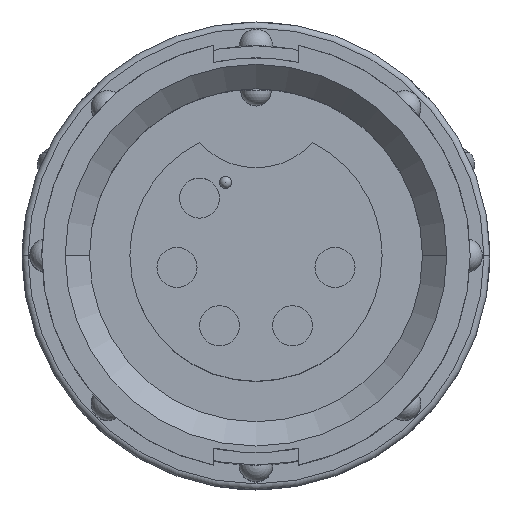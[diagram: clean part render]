
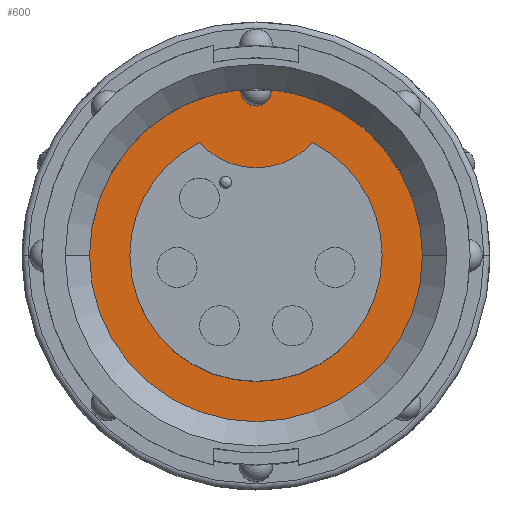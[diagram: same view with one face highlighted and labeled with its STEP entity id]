
A CAD part, top view. The second image highlights one B-rep face of the part: STEP entity #600.
In plain terms, the highlighted planar face has unit normal (0, 0, 1).
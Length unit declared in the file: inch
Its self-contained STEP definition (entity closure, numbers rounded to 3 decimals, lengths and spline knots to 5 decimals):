
#166 = EDGE_CURVE ( 'NONE', #7615, #7695, #1111, .T. ) ;
#211 = EDGE_CURVE ( 'NONE', #7631, #7615, #9825, .T. ) ;
#250 = EDGE_CURVE ( 'NONE', #7695, #7818, #1088, .T. ) ;
#271 = EDGE_CURVE ( 'NONE', #7626, #7726, #1184, .T. ) ;
#494 = EDGE_CURVE ( 'NONE', #7629, #7631, #1608, .T. ) ;
#600 = ADVANCED_FACE ( 'NONE', ( #1534, #1537 ), #11859, .T. ) ;
#645 = EDGE_CURVE ( 'NONE', #7818, #7628, #1298, .T. ) ;
#677 = EDGE_CURVE ( 'NONE', #7628, #7629, #11516, .T. ) ;
#732 = EDGE_CURVE ( 'NONE', #7698, #7626, #1819, .T. ) ;
#1088 = CIRCLE ( 'NONE', #9035, 0.274 ) ;
#1111 = CIRCLE ( 'NONE', #8889, 0.274 ) ;
#1182 = EDGE_CURVE ( 'NONE', #7756, #7698, #1476, .T. ) ;
#1184 = CIRCLE ( 'NONE', #9053, 0.2075 ) ;
#1194 = EDGE_CURVE ( 'NONE', #7726, #7756, #1772, .T. ) ;
#1298 = CIRCLE ( 'NONE', #1609, 0.274 ) ;
#1358 = AXIS2_PLACEMENT_3D ( 'NONE', #6385, #6384, #6383 ) ;
#1476 = CIRCLE ( 'NONE', #7863, 0.2075 ) ;
#1534 = FACE_BOUND ( 'NONE', #5163, .T. ) ;
#1537 = FACE_OUTER_BOUND ( 'NONE', #5311, .T. ) ;
#1540 = AXIS2_PLACEMENT_3D ( 'NONE', #11858, #11857, #11856 ) ;
#1608 = CIRCLE ( 'NONE', #1358, 0.025 ) ;
#1609 = AXIS2_PLACEMENT_3D ( 'NONE', #11641, #11636, #11635 ) ;
#1654 = VECTOR ( 'NONE', #11514, 39.37008 ) ;
#1734 = AXIS2_PLACEMENT_3D ( 'NONE', #2972, #2971, #2970 ) ;
#1772 = CIRCLE ( 'NONE', #7865, 0.2075 ) ;
#1819 = CIRCLE ( 'NONE', #1734, 0.125 ) ;
#2970 = DIRECTION ( 'NONE',  ( 1., 0., 0. ) ) ;
#2971 = DIRECTION ( 'NONE',  ( 0., 0., 1. ) ) ;
#2972 = CARTESIAN_POINT ( 'NONE',  ( 0., 0.269, -0.303 ) ) ;
#4539 = CARTESIAN_POINT ( 'NONE',  ( 0., 0., -0.303 ) ) ;
#4540 = DIRECTION ( 'NONE',  ( 0., 0., 1. ) ) ;
#4541 = DIRECTION ( 'NONE',  ( 1., 0., 0. ) ) ;
#5163 = EDGE_LOOP ( 'NONE', ( #5671, #5672, #5673, #5670 ) ) ;
#5311 = EDGE_LOOP ( 'NONE', ( #5675, #5676, #5674, #5678, #5679, #5677 ) ) ;
#5670 = ORIENTED_EDGE ( 'NONE', *, *, #1182, .T. ) ;
#5671 = ORIENTED_EDGE ( 'NONE', *, *, #732, .T. ) ;
#5672 = ORIENTED_EDGE ( 'NONE', *, *, #271, .T. ) ;
#5673 = ORIENTED_EDGE ( 'NONE', *, *, #1194, .T. ) ;
#5674 = ORIENTED_EDGE ( 'NONE', *, *, #645, .T. ) ;
#5675 = ORIENTED_EDGE ( 'NONE', *, *, #166, .T. ) ;
#5676 = ORIENTED_EDGE ( 'NONE', *, *, #250, .T. ) ;
#5677 = ORIENTED_EDGE ( 'NONE', *, *, #211, .T. ) ;
#5678 = ORIENTED_EDGE ( 'NONE', *, *, #677, .T. ) ;
#5679 = ORIENTED_EDGE ( 'NONE', *, *, #494, .T. ) ;
#5884 = DIRECTION ( 'NONE',  ( 1., 0., 0. ) ) ;
#5885 = DIRECTION ( 'NONE',  ( 0., 0., -1. ) ) ;
#5886 = CARTESIAN_POINT ( 'NONE',  ( 0., 0., -0.303 ) ) ;
#5903 = DIRECTION ( 'NONE',  ( 1., 0., 0. ) ) ;
#5904 = DIRECTION ( 'NONE',  ( 0., 0., -1. ) ) ;
#5911 = CARTESIAN_POINT ( 'NONE',  ( 0., 0., -0.303 ) ) ;
#6383 = DIRECTION ( 'NONE',  ( -1., 0., 0. ) ) ;
#6384 = DIRECTION ( 'NONE',  ( 0., 0., -1. ) ) ;
#6385 = CARTESIAN_POINT ( 'NONE',  ( 0., 0.271, -0.303 ) ) ;
#6634 = CARTESIAN_POINT ( 'NONE',  ( 0.274, 0., -0.303 ) ) ;
#6687 = CARTESIAN_POINT ( 'NONE',  ( -0.2075, 0., -0.303 ) ) ;
#6715 = CARTESIAN_POINT ( 'NONE',  ( 0.2075, 0., -0.303 ) ) ;
#6742 = CARTESIAN_POINT ( 'NONE',  ( -0.09301, 0.18549, -0.303 ) ) ;
#6745 = CARTESIAN_POINT ( 'NONE',  ( -0.274, 0., -0.303 ) ) ;
#6804 = CARTESIAN_POINT ( 'NONE',  ( -0.025, 0.271, -0.303 ) ) ;
#6806 = CARTESIAN_POINT ( 'NONE',  ( 0.025, 0.271, -0.303 ) ) ;
#6807 = CARTESIAN_POINT ( 'NONE',  ( 0.025, 0.27286, -0.303 ) ) ;
#6808 = CARTESIAN_POINT ( 'NONE',  ( 0.09301, 0.18549, -0.303 ) ) ;
#6818 = CARTESIAN_POINT ( 'NONE',  ( -0.025, 0.27286, -0.303 ) ) ;
#7615 = VERTEX_POINT ( 'NONE', #6818 ) ;
#7626 = VERTEX_POINT ( 'NONE', #6808 ) ;
#7628 = VERTEX_POINT ( 'NONE', #6807 ) ;
#7629 = VERTEX_POINT ( 'NONE', #6806 ) ;
#7631 = VERTEX_POINT ( 'NONE', #6804 ) ;
#7695 = VERTEX_POINT ( 'NONE', #6745 ) ;
#7698 = VERTEX_POINT ( 'NONE', #6742 ) ;
#7726 = VERTEX_POINT ( 'NONE', #6715 ) ;
#7756 = VERTEX_POINT ( 'NONE', #6687 ) ;
#7818 = VERTEX_POINT ( 'NONE', #6634 ) ;
#7863 = AXIS2_PLACEMENT_3D ( 'NONE', #5911, #5904, #5903 ) ;
#7865 = AXIS2_PLACEMENT_3D ( 'NONE', #5886, #5885, #5884 ) ;
#8889 = AXIS2_PLACEMENT_3D ( 'NONE', #4539, #4540, #4541 ) ;
#8991 = VECTOR ( 'NONE', #9830, 39.37008 ) ;
#9035 = AXIS2_PLACEMENT_3D ( 'NONE', #9913, #9926, #9909 ) ;
#9053 = AXIS2_PLACEMENT_3D ( 'NONE', #9757, #9761, #9764 ) ;
#9757 = CARTESIAN_POINT ( 'NONE',  ( 0., 0., -0.303 ) ) ;
#9761 = DIRECTION ( 'NONE',  ( 0., 0., -1. ) ) ;
#9764 = DIRECTION ( 'NONE',  ( 1., 0., 0. ) ) ;
#9825 = LINE ( 'NONE', #9827, #8991 ) ;
#9827 = CARTESIAN_POINT ( 'NONE',  ( -0.025, 0.271, -0.303 ) ) ;
#9830 = DIRECTION ( 'NONE',  ( 0., 1., 0. ) ) ;
#9909 = DIRECTION ( 'NONE',  ( 1., 0., 0. ) ) ;
#9913 = CARTESIAN_POINT ( 'NONE',  ( 0., 0., -0.303 ) ) ;
#9926 = DIRECTION ( 'NONE',  ( 0., 0., 1. ) ) ;
#11514 = DIRECTION ( 'NONE',  ( 0., -1., 0. ) ) ;
#11515 = CARTESIAN_POINT ( 'NONE',  ( 0.025, 0.271, -0.303 ) ) ;
#11516 = LINE ( 'NONE', #11515, #1654 ) ;
#11635 = DIRECTION ( 'NONE',  ( 1., 0., 0. ) ) ;
#11636 = DIRECTION ( 'NONE',  ( 0., 0., 1. ) ) ;
#11641 = CARTESIAN_POINT ( 'NONE',  ( 0., 0., -0.303 ) ) ;
#11856 = DIRECTION ( 'NONE',  ( 1., 0., 0. ) ) ;
#11857 = DIRECTION ( 'NONE',  ( 0., 0., 1. ) ) ;
#11858 = CARTESIAN_POINT ( 'NONE',  ( 0., 0.271, -0.303 ) ) ;
#11859 = PLANE ( 'NONE',  #1540 ) ;
